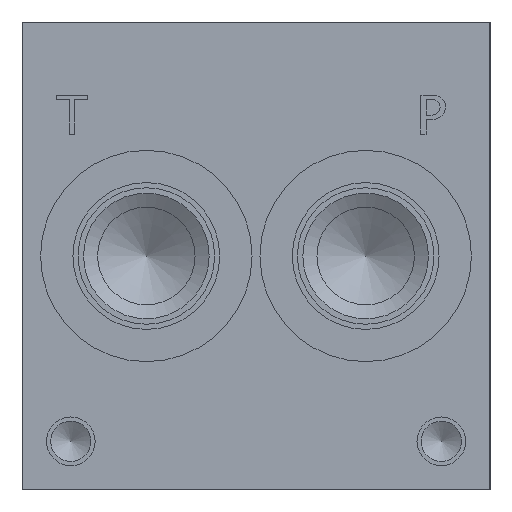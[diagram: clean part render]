
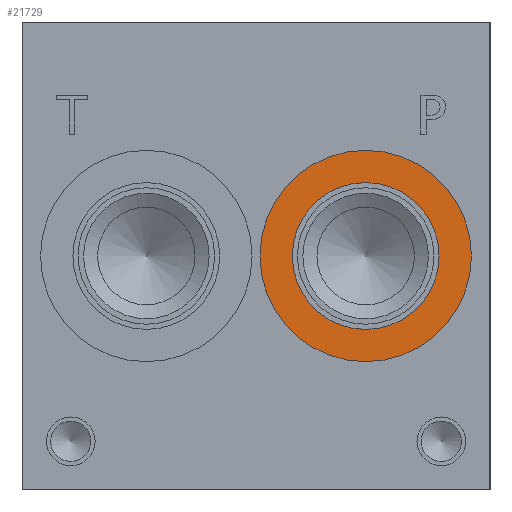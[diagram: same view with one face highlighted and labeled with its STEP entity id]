
A CAD part, left-side view. The second image highlights one B-rep face of the part: STEP entity #21729.
In plain terms, the highlighted planar face has unit normal (-1, 0, 0).
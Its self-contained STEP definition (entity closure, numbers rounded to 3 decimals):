
#703=CIRCLE('',#23016,17.209);
#704=CIRCLE('',#23017,17.209);
#705=CIRCLE('',#23018,11.951);
#1262=FACE_BOUND('',#4221,.T.);
#1911=PLANE('',#23015);
#2893=FACE_OUTER_BOUND('',#4220,.T.);
#4220=EDGE_LOOP('',(#18672,#18673));
#4221=EDGE_LOOP('',(#18674));
#10303=VERTEX_POINT('',#37004);
#10304=VERTEX_POINT('',#37005);
#10305=VERTEX_POINT('',#37008);
#13223=EDGE_CURVE('',#10303,#10304,#703,.T.);
#13224=EDGE_CURVE('',#10304,#10303,#704,.T.);
#13225=EDGE_CURVE('',#10305,#10305,#705,.T.);
#18672=ORIENTED_EDGE('',*,*,#13223,.T.);
#18673=ORIENTED_EDGE('',*,*,#13224,.T.);
#18674=ORIENTED_EDGE('',*,*,#13225,.F.);
#21729=ADVANCED_FACE('',(#2893,#1262),#1911,.T.);
#23015=AXIS2_PLACEMENT_3D('',#37003,#27345,#27346);
#23016=AXIS2_PLACEMENT_3D('',#37006,#27347,#27348);
#23017=AXIS2_PLACEMENT_3D('',#37007,#27349,#27350);
#23018=AXIS2_PLACEMENT_3D('',#37009,#27351,#27352);
#27345=DIRECTION('center_axis',(-1.,0.,0.));
#27346=DIRECTION('ref_axis',(0.,1.,0.));
#27347=DIRECTION('center_axis',(-1.,0.,0.));
#27348=DIRECTION('ref_axis',(0.,1.,0.));
#27349=DIRECTION('center_axis',(-1.,0.,0.));
#27350=DIRECTION('ref_axis',(0.,1.,0.));
#27351=DIRECTION('center_axis',(-1.,0.,0.));
#27352=DIRECTION('ref_axis',(0.,1.,0.));
#37003=CARTESIAN_POINT('Origin',(0.787,20.244,38.1));
#37004=CARTESIAN_POINT('',(0.787,37.452,38.1));
#37005=CARTESIAN_POINT('',(0.787,3.035,38.1));
#37006=CARTESIAN_POINT('Origin',(0.787,20.244,38.1));
#37007=CARTESIAN_POINT('Origin',(0.787,20.244,38.1));
#37008=CARTESIAN_POINT('',(0.787,8.293,38.1));
#37009=CARTESIAN_POINT('Origin',(0.787,20.244,38.1));
